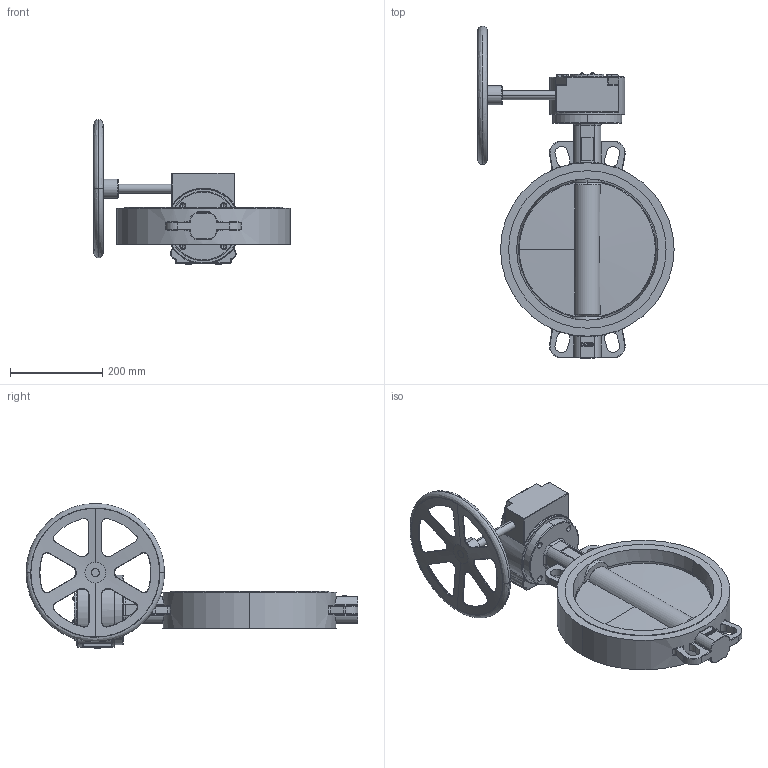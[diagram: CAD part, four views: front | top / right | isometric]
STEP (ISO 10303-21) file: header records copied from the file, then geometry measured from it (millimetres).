
FILE_DESCRIPTION (( 'STEP AP203' ), '1' );
FILE_NAME ('J9_DN300_gear.STEP', '2020-03-04T07:28:03', ( '' ), ( '' ), 'SwSTEP 2.0', 'SolidWorks 2017', '' );
FILE_SCHEMA (( 'CONFIG_CONTROL_DESIGN' ));
Length unit declared in the file: millimetre
Products named in the file (1): J9_DN300_gear
Bounding box: 425 x 719 x 314.5 mm (x, y, z)
Volume: 7996434.4 mm3; surface area: 706394.7 mm2
Topology: 1 solids, 9 shells, 1009 faces, 2490 edges, 1506 vertices
Faces by surface type: plane 313, bspline 276, cylinder 252, cone 92, torus 68, sphere 8
Entity records: 45511 total; most frequent: CARTESIAN_POINT 23526, ORIENTED_EDGE 4888, DIRECTION 4099, EDGE_CURVE 2444, AXIS2_PLACEMENT_3D 1588, VERTEX_POINT 1506, EDGE_LOOP 1090, ADVANCED_FACE 1009
